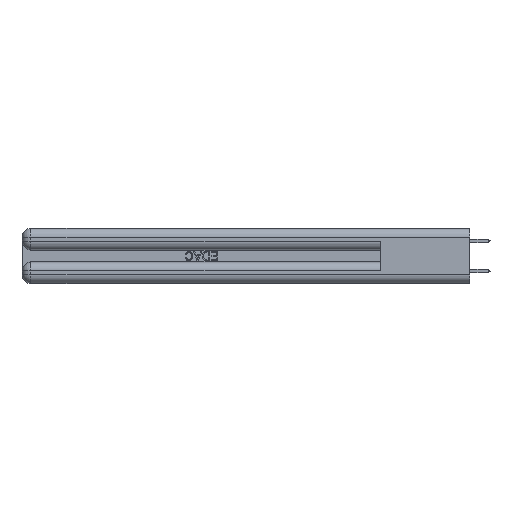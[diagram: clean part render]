
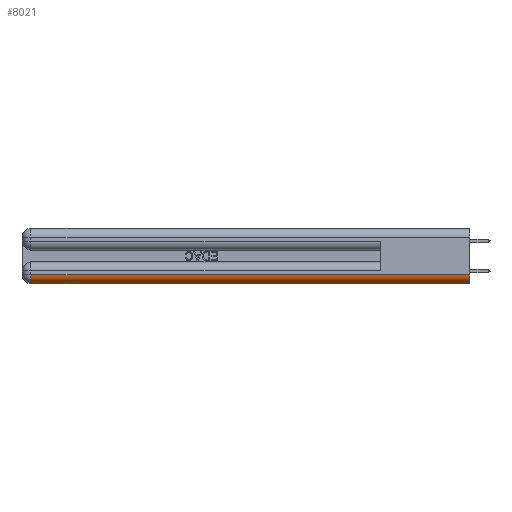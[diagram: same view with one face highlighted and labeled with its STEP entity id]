
A CAD part, left-side view. The second image highlights one B-rep face of the part: STEP entity #8021.
In plain terms, the highlighted cylindrical face has radius 1.524 mm (diameter 3.048 mm), a partial arc.
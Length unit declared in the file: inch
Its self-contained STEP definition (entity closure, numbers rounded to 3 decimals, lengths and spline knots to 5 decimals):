
#1929 = CIRCLE ( 'NONE', #19181, 0.06 ) ;
#2335 = CARTESIAN_POINT ( 'NONE',  ( 0.06, 0., 0.06 ) ) ;
#3178 = LINE ( 'NONE', #46432, #25134 ) ;
#3648 = DIRECTION ( 'NONE',  ( 0., 0., 1. ) ) ;
#5808 = CARTESIAN_POINT ( 'NONE',  ( 0.06, 0., 0. ) ) ;
#7615 = AXIS2_PLACEMENT_3D ( 'NONE', #2335, #38364, #13674 ) ;
#8021 = ADVANCED_FACE ( 'NONE', ( #31754 ), #34555, .T. ) ;
#8242 = DIRECTION ( 'NONE',  ( 0., 1., 0. ) ) ;
#8421 = CARTESIAN_POINT ( 'NONE',  ( 0., 0., 0.06 ) ) ;
#8710 = CIRCLE ( 'NONE', #7615, 0.06 ) ;
#8997 = VERTEX_POINT ( 'NONE', #41201 ) ;
#12934 = AXIS2_PLACEMENT_3D ( 'NONE', #44094, #8242, #44401 ) ;
#13492 = ORIENTED_EDGE ( 'NONE', *, *, #13602, .F. ) ;
#13588 = DIRECTION ( 'NONE',  ( 0., 1., 0. ) ) ;
#13602 = EDGE_CURVE ( 'NONE', #8997, #22020, #1929, .T. ) ;
#13674 = DIRECTION ( 'NONE',  ( 0., 0., 1. ) ) ;
#13688 = DIRECTION ( 'NONE',  ( 0., -1., 0. ) ) ;
#13737 = EDGE_LOOP ( 'NONE', ( #22093, #29710, #13492, #34335 ) ) ;
#19181 = AXIS2_PLACEMENT_3D ( 'NONE', #25370, #21619, #3648 ) ;
#20240 = EDGE_CURVE ( 'NONE', #42566, #30424, #8710, .T. ) ;
#21619 = DIRECTION ( 'NONE',  ( 0., 1., 0. ) ) ;
#22020 = VERTEX_POINT ( 'NONE', #25744 ) ;
#22093 = ORIENTED_EDGE ( 'NONE', *, *, #20240, .F. ) ;
#24389 = CARTESIAN_POINT ( 'NONE',  ( 0., 0., 0.06 ) ) ;
#25134 = VECTOR ( 'NONE', #13588, 39.37008 ) ;
#25370 = CARTESIAN_POINT ( 'NONE',  ( 0.06, 2.94, 0.06 ) ) ;
#25744 = CARTESIAN_POINT ( 'NONE',  ( 0., 2.94, 0.06 ) ) ;
#26272 = EDGE_CURVE ( 'NONE', #22020, #42566, #34398, .T. ) ;
#29710 = ORIENTED_EDGE ( 'NONE', *, *, #26272, .F. ) ;
#30424 = VERTEX_POINT ( 'NONE', #5808 ) ;
#31016 = VECTOR ( 'NONE', #13688, 39.37008 ) ;
#31754 = FACE_OUTER_BOUND ( 'NONE', #13737, .T. ) ;
#34335 = ORIENTED_EDGE ( 'NONE', *, *, #40178, .F. ) ;
#34398 = LINE ( 'NONE', #24389, #31016 ) ;
#34555 = CYLINDRICAL_SURFACE ( 'NONE', #12934, 0.06 ) ;
#38364 = DIRECTION ( 'NONE',  ( 0., -1., 0. ) ) ;
#40178 = EDGE_CURVE ( 'NONE', #30424, #8997, #3178, .T. ) ;
#41201 = CARTESIAN_POINT ( 'NONE',  ( 0.06, 2.94, 0. ) ) ;
#42566 = VERTEX_POINT ( 'NONE', #8421 ) ;
#44094 = CARTESIAN_POINT ( 'NONE',  ( 0.06, 0., 0.06 ) ) ;
#44401 = DIRECTION ( 'NONE',  ( 0., 0., 1. ) ) ;
#46432 = CARTESIAN_POINT ( 'NONE',  ( 0.06, 3., 0. ) ) ;
